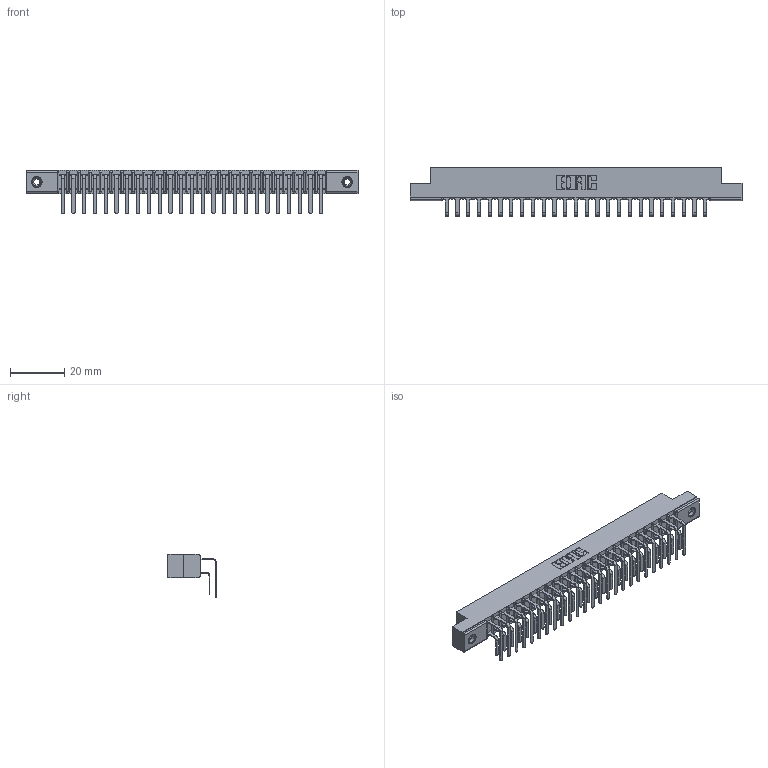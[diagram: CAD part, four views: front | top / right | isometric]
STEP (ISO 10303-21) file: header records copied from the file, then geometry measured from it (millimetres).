
FILE_DESCRIPTION (( 'STEP AP203' ), '1' );
FILE_NAME ('307-050-459-208.STEP', '2020-09-30T06:16:17', ( '' ), ( '' ), 'SwSTEP 2.0', 'SolidWorks 2020', '' );
FILE_SCHEMA (( 'CONFIG_CONTROL_DESIGN' ));
Length unit declared in the file: inch
Products named in the file (5): 307-050-459-208; 307-290-001_559 - 2 (Single); 345-250-001_345-250-003-102; 307 Part_.156 Dia Mounting Holes; 307-290-001_558 559 - 1 (Single)
Assembly tree (53 placements, depth 2):
  307-050-459-208
    307 Part_.156 Dia Mounting Holes
    307-290-001_558 559 - 1 (Single)  x25
    307-290-001_559 - 2 (Single)  x25
    345-250-001_345-250-003-102  x2
Bounding box: 122.07 x 17.69 x 16.08 mm (x, y, z)
Volume: 8199.7 mm3; surface area: 15908.5 mm2
Topology: 53 solids, 53 shells, 2704 faces, 7559 edges, 4894 vertices
Faces by surface type: plane 1752, cylinder 884, sphere 52, cone 12, torus 4
Entity records: 26960 total; most frequent: CARTESIAN_POINT 4402, ORIENTED_EDGE 4354, DIRECTION 4327, EDGE_CURVE 2177, VECTOR 1661, LINE 1661, VERTEX_POINT 1408, AXIS2_PLACEMENT_3D 1333
